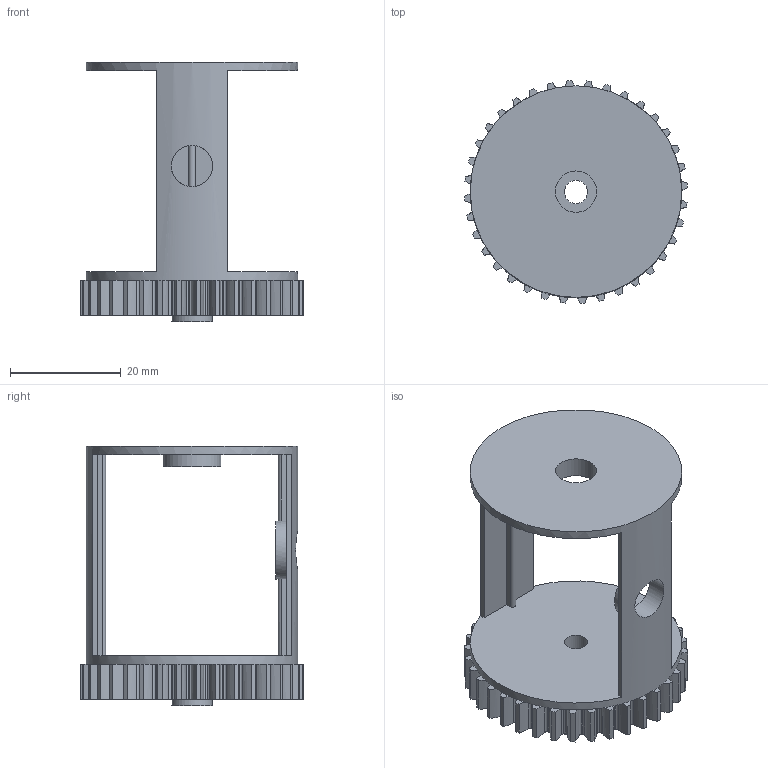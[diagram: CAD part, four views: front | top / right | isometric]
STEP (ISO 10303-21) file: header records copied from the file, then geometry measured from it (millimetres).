
FILE_DESCRIPTION(/* description */ (''),/* implementation_level */ '2;1');
FILE_NAME(/* name */ '(36-Tooth) Differential Housing.ipt.step',/* time_stamp */ '2020-04-16T22:55:41-04:00',/* author */ ('Jordan'),/* organization */ (''),/* preprocessor_version */ 'ST-DEVELOPER v17',/* originating_system */ 'Autodesk Inventor 2019',/* authorisation */ '');
FILE_SCHEMA (('AUTOMOTIVE_DESIGN { 1 0 10303 214 3 1 1 }'));
Length unit declared in the file: inch
Products named in the file (1): (36-Tooth) Differential Housing
Bounding box: 40.19 x 40.19 x 46.77 mm (x, y, z)
Volume: 7779.7 mm3; surface area: 10167.4 mm2
Topology: 1 solids, 1 shells, 335 faces, 936 edges, 604 vertices
Faces by surface type: cylinder 158, plane 105, bspline 72
Full cylindrical faces by diameter (mm): 4.2 x1, 7.3 x1, 7.45 x2, 10.45 x2, 38.117 x1
Entity records: 12920 total; most frequent: CARTESIAN_POINT 4539, ORIENTED_EDGE 1872, DIRECTION 1652, EDGE_CURVE 936, AXIS2_PLACEMENT_3D 674, VERTEX_POINT 604, CIRCLE 410, EDGE_LOOP 344
